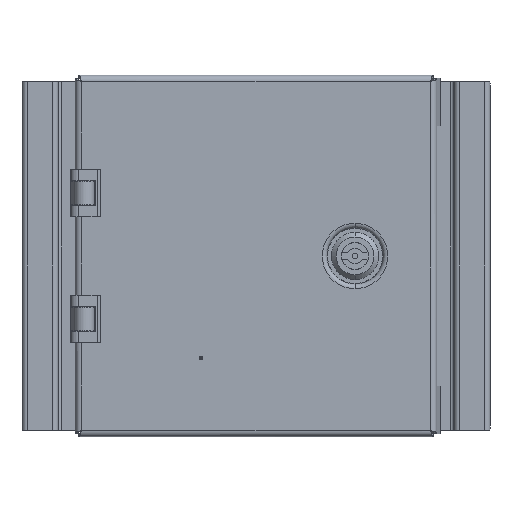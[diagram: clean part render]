
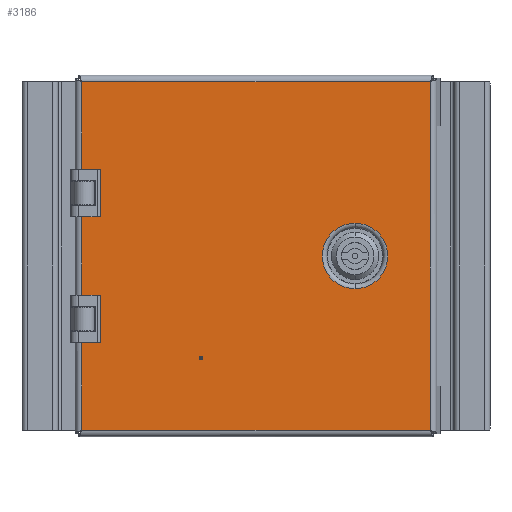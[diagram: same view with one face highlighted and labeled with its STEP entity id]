
A CAD part, top view. The second image highlights one B-rep face of the part: STEP entity #3186.
In plain terms, the highlighted planar face has unit normal (0, 0, 1).
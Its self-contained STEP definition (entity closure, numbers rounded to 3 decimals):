
#16 = EDGE_CURVE ( 'NONE', #12726, #15976, #6295, .T. ) ;
#71 = AXIS2_PLACEMENT_3D ( 'NONE', #15073, #15172, #13850 ) ;
#390 = VERTEX_POINT ( 'NONE', #12459 ) ;
#471 = CARTESIAN_POINT ( 'NONE',  ( -115., 51.25, 2. ) ) ;
#507 = FACE_BOUND ( 'NONE', #14530, .T. ) ;
#519 = CARTESIAN_POINT ( 'NONE',  ( -101., 51.25, 2. ) ) ;
#704 = CARTESIAN_POINT ( 'NONE',  ( -111., -111., 2. ) ) ;
#932 = EDGE_CURVE ( 'NONE', #2504, #1963, #11026, .T. ) ;
#1011 = CARTESIAN_POINT ( 'NONE',  ( -115., -51.25, 2. ) ) ;
#1301 = VERTEX_POINT ( 'NONE', #9435 ) ;
#1338 = EDGE_CURVE ( 'NONE', #4251, #15417, #12982, .T. ) ;
#1344 = CARTESIAN_POINT ( 'NONE',  ( 111., -112.646, 2. ) ) ;
#1377 = CIRCLE ( 'NONE', #12922, 20.821 ) ;
#1490 = CARTESIAN_POINT ( 'NONE',  ( -111., -51.25, 2. ) ) ;
#1963 = VERTEX_POINT ( 'NONE', #11007 ) ;
#2020 = VERTEX_POINT ( 'NONE', #6706 ) ;
#2160 = DIRECTION ( 'NONE',  ( 0., -1., 0. ) ) ;
#2229 = ORIENTED_EDGE ( 'NONE', *, *, #4943, .T. ) ;
#2265 = ORIENTED_EDGE ( 'NONE', *, *, #14748, .F. ) ;
#2504 = VERTEX_POINT ( 'NONE', #11022 ) ;
#2750 = LINE ( 'NONE', #13991, #12023 ) ;
#2994 = DIRECTION ( 'NONE',  ( 0., -1., 0. ) ) ;
#3056 = DIRECTION ( 'NONE',  ( -1., 0., 0. ) ) ;
#3074 = DIRECTION ( 'NONE',  ( -1., 0., 0. ) ) ;
#3186 = ADVANCED_FACE ( 'NONE', ( #5819, #14120, #507 ), #13904, .F. ) ;
#3407 = LINE ( 'NONE', #11422, #10319 ) ;
#3484 = VERTEX_POINT ( 'NONE', #9494 ) ;
#3837 = CIRCLE ( 'NONE', #8773, 1.058 ) ;
#3960 = CARTESIAN_POINT ( 'NONE',  ( 63., 0., 2. ) ) ;
#4018 = EDGE_CURVE ( 'NONE', #1963, #15798, #7779, .T. ) ;
#4111 = EDGE_CURVE ( 'NONE', #15976, #12726, #3837, .T. ) ;
#4191 = LINE ( 'NONE', #5425, #5380 ) ;
#4251 = VERTEX_POINT ( 'NONE', #13381 ) ;
#4597 = VECTOR ( 'NONE', #12483, 1000. ) ;
#4600 = VECTOR ( 'NONE', #9302, 1000. ) ;
#4609 = CARTESIAN_POINT ( 'NONE',  ( -111., 28.75, 2. ) ) ;
#4719 = DIRECTION ( 'NONE',  ( 0., 0., 1. ) ) ;
#4766 = DIRECTION ( 'NONE',  ( -1., 0., 0. ) ) ;
#4871 = DIRECTION ( 'NONE',  ( -1., 0., 0. ) ) ;
#4943 = EDGE_CURVE ( 'NONE', #390, #4251, #6175, .T. ) ;
#4995 = CIRCLE ( 'NONE', #12905, 20.821 ) ;
#5176 = DIRECTION ( 'NONE',  ( 0., -1., 0. ) ) ;
#5372 = ORIENTED_EDGE ( 'NONE', *, *, #15333, .F. ) ;
#5380 = VECTOR ( 'NONE', #2994, 1000. ) ;
#5425 = CARTESIAN_POINT ( 'NONE',  ( -111., 112.646, 2. ) ) ;
#5438 = VERTEX_POINT ( 'NONE', #1490 ) ;
#5787 = VERTEX_POINT ( 'NONE', #4609 ) ;
#5819 = FACE_BOUND ( 'NONE', #8394, .T. ) ;
#6175 = LINE ( 'NONE', #1344, #4597 ) ;
#6295 = CIRCLE ( 'NONE', #12095, 1.058 ) ;
#6379 = ORIENTED_EDGE ( 'NONE', *, *, #16, .F. ) ;
#6384 = DIRECTION ( 'NONE',  ( 0., 0., 1. ) ) ;
#6642 = ORIENTED_EDGE ( 'NONE', *, *, #15549, .T. ) ;
#6706 = CARTESIAN_POINT ( 'NONE',  ( 63., 20.821, 2. ) ) ;
#7033 = ORIENTED_EDGE ( 'NONE', *, *, #7291, .F. ) ;
#7214 = ORIENTED_EDGE ( 'NONE', *, *, #1338, .T. ) ;
#7245 = EDGE_CURVE ( 'NONE', #7531, #390, #2750, .T. ) ;
#7291 = EDGE_CURVE ( 'NONE', #1301, #2020, #1377, .T. ) ;
#7311 = EDGE_CURVE ( 'NONE', #15417, #12035, #13988, .T. ) ;
#7338 = ORIENTED_EDGE ( 'NONE', *, *, #16201, .T. ) ;
#7423 = DIRECTION ( 'NONE',  ( -1., 0., 0. ) ) ;
#7424 = DIRECTION ( 'NONE',  ( 0., 1., 0. ) ) ;
#7503 = DIRECTION ( 'NONE',  ( 1., 0., 0. ) ) ;
#7531 = VERTEX_POINT ( 'NONE', #704 ) ;
#7540 = LINE ( 'NONE', #13772, #15823 ) ;
#7779 = LINE ( 'NONE', #9204, #14087 ) ;
#7999 = ORIENTED_EDGE ( 'NONE', *, *, #4018, .T. ) ;
#8037 = ORIENTED_EDGE ( 'NONE', *, *, #7311, .T. ) ;
#8094 = EDGE_CURVE ( 'NONE', #16077, #12035, #8465, .T. ) ;
#8212 = CARTESIAN_POINT ( 'NONE',  ( -35., -65., 2. ) ) ;
#8394 = EDGE_LOOP ( 'NONE', ( #7033, #14547 ) ) ;
#8458 = DIRECTION ( 'NONE',  ( 0., 0., 1. ) ) ;
#8465 = LINE ( 'NONE', #471, #15567 ) ;
#8644 = ORIENTED_EDGE ( 'NONE', *, *, #932, .T. ) ;
#8651 = CARTESIAN_POINT ( 'NONE',  ( -35., -65., 2. ) ) ;
#8721 = ORIENTED_EDGE ( 'NONE', *, *, #8797, .T. ) ;
#8773 = AXIS2_PLACEMENT_3D ( 'NONE', #8212, #10855, #3074 ) ;
#8797 = EDGE_CURVE ( 'NONE', #15798, #5438, #14385, .T. ) ;
#9204 = CARTESIAN_POINT ( 'NONE',  ( -101., -51.25, 2. ) ) ;
#9302 = DIRECTION ( 'NONE',  ( 0., -1., 0. ) ) ;
#9435 = CARTESIAN_POINT ( 'NONE',  ( 63., -20.821, 2. ) ) ;
#9494 = CARTESIAN_POINT ( 'NONE',  ( -101., 28.75, 2. ) ) ;
#9797 = ORIENTED_EDGE ( 'NONE', *, *, #8094, .F. ) ;
#10162 = DIRECTION ( 'NONE',  ( 1., 0., 0. ) ) ;
#10270 = CARTESIAN_POINT ( 'NONE',  ( -101., -28.75, 2. ) ) ;
#10319 = VECTOR ( 'NONE', #7503, 1000. ) ;
#10365 = DIRECTION ( 'NONE',  ( 0., -1., 0. ) ) ;
#10638 = CARTESIAN_POINT ( 'NONE',  ( -35., -63.942, 2. ) ) ;
#10752 = EDGE_LOOP ( 'NONE', ( #8721, #6642, #14919, #2229, #7214, #8037, #9797, #5372, #2265, #7338, #8644, #7999 ) ) ;
#10855 = DIRECTION ( 'NONE',  ( 0., 0., 1. ) ) ;
#10904 = CARTESIAN_POINT ( 'NONE',  ( 112.646, 111., 2. ) ) ;
#11007 = CARTESIAN_POINT ( 'NONE',  ( -101., -28.75, 2. ) ) ;
#11022 = CARTESIAN_POINT ( 'NONE',  ( -111., -28.75, 2. ) ) ;
#11026 = LINE ( 'NONE', #10270, #12597 ) ;
#11422 = CARTESIAN_POINT ( 'NONE',  ( -101., 28.75, 2. ) ) ;
#11588 = DIRECTION ( 'NONE',  ( 1., 0., 0. ) ) ;
#11997 = ORIENTED_EDGE ( 'NONE', *, *, #4111, .F. ) ;
#12023 = VECTOR ( 'NONE', #11588, 1000. ) ;
#12035 = VERTEX_POINT ( 'NONE', #13090 ) ;
#12095 = AXIS2_PLACEMENT_3D ( 'NONE', #8651, #4719, #7423 ) ;
#12211 = VECTOR ( 'NONE', #4766, 1000. ) ;
#12459 = CARTESIAN_POINT ( 'NONE',  ( 111., -111., 2. ) ) ;
#12483 = DIRECTION ( 'NONE',  ( 0., 1., 0. ) ) ;
#12597 = VECTOR ( 'NONE', #10162, 1000. ) ;
#12683 = CARTESIAN_POINT ( 'NONE',  ( -111., 112.646, 2. ) ) ;
#12726 = VERTEX_POINT ( 'NONE', #10638 ) ;
#12846 = DIRECTION ( 'NONE',  ( 0., -1., 0. ) ) ;
#12905 = AXIS2_PLACEMENT_3D ( 'NONE', #13415, #8458, #2160 ) ;
#12922 = AXIS2_PLACEMENT_3D ( 'NONE', #3960, #6384, #5176 ) ;
#12982 = LINE ( 'NONE', #10904, #15923 ) ;
#13090 = CARTESIAN_POINT ( 'NONE',  ( -111., 51.25, 2. ) ) ;
#13381 = CARTESIAN_POINT ( 'NONE',  ( 111., 111., 2. ) ) ;
#13415 = CARTESIAN_POINT ( 'NONE',  ( 63., 0., 2. ) ) ;
#13673 = LINE ( 'NONE', #14262, #4600 ) ;
#13772 = CARTESIAN_POINT ( 'NONE',  ( -101., 51.25, 2. ) ) ;
#13850 = DIRECTION ( 'NONE',  ( -1., 0., 0. ) ) ;
#13904 = PLANE ( 'NONE',  #71 ) ;
#13988 = LINE ( 'NONE', #12683, #15183 ) ;
#13991 = CARTESIAN_POINT ( 'NONE',  ( -112.646, -111., 2. ) ) ;
#14076 = CARTESIAN_POINT ( 'NONE',  ( -35., -66.058, 2. ) ) ;
#14087 = VECTOR ( 'NONE', #10365, 1000. ) ;
#14120 = FACE_OUTER_BOUND ( 'NONE', #10752, .T. ) ;
#14262 = CARTESIAN_POINT ( 'NONE',  ( -111., 112.646, 2. ) ) ;
#14385 = LINE ( 'NONE', #1011, #12211 ) ;
#14490 = EDGE_CURVE ( 'NONE', #2020, #1301, #4995, .T. ) ;
#14530 = EDGE_LOOP ( 'NONE', ( #11997, #6379 ) ) ;
#14547 = ORIENTED_EDGE ( 'NONE', *, *, #14490, .F. ) ;
#14748 = EDGE_CURVE ( 'NONE', #5787, #3484, #3407, .T. ) ;
#14876 = CARTESIAN_POINT ( 'NONE',  ( -111., 111., 2. ) ) ;
#14919 = ORIENTED_EDGE ( 'NONE', *, *, #7245, .T. ) ;
#14978 = CARTESIAN_POINT ( 'NONE',  ( -101., -51.25, 2. ) ) ;
#15073 = CARTESIAN_POINT ( 'NONE',  ( 115., 115., 2. ) ) ;
#15172 = DIRECTION ( 'NONE',  ( 0., 0., -1. ) ) ;
#15183 = VECTOR ( 'NONE', #12846, 1000. ) ;
#15333 = EDGE_CURVE ( 'NONE', #3484, #16077, #7540, .T. ) ;
#15417 = VERTEX_POINT ( 'NONE', #14876 ) ;
#15549 = EDGE_CURVE ( 'NONE', #5438, #7531, #13673, .T. ) ;
#15567 = VECTOR ( 'NONE', #3056, 1000. ) ;
#15798 = VERTEX_POINT ( 'NONE', #14978 ) ;
#15823 = VECTOR ( 'NONE', #7424, 1000. ) ;
#15923 = VECTOR ( 'NONE', #4871, 1000. ) ;
#15976 = VERTEX_POINT ( 'NONE', #14076 ) ;
#16077 = VERTEX_POINT ( 'NONE', #519 ) ;
#16201 = EDGE_CURVE ( 'NONE', #5787, #2504, #4191, .T. ) ;
